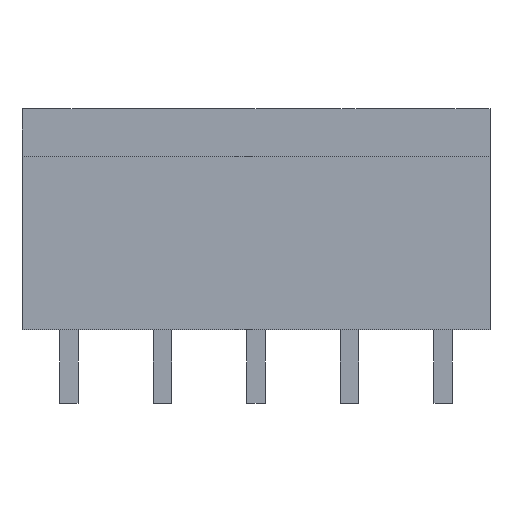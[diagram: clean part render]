
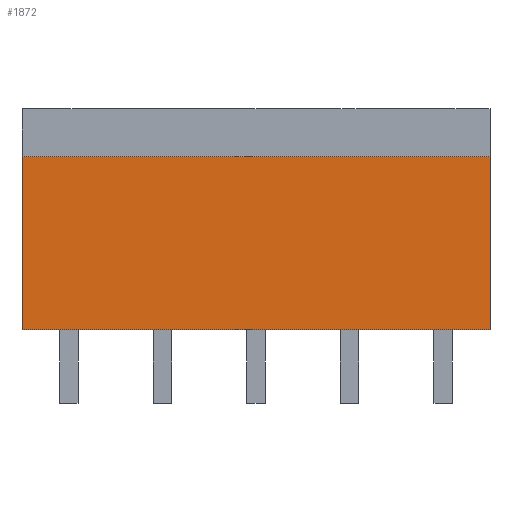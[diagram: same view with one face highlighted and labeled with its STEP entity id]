
A CAD part, front view. The second image highlights one B-rep face of the part: STEP entity #1872.
In plain terms, the highlighted planar face has unit normal (0, -1, 0).
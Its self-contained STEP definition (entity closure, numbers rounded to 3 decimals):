
#124=DIRECTION('',(0.,0.,-1.));
#125=VECTOR('',#124,9.4);
#126=CARTESIAN_POINT('',(-12.7,-3.85,-2.6));
#127=LINE('',#126,#125);
#136=DIRECTION('',(1.,0.,0.));
#137=VECTOR('',#136,25.4);
#138=CARTESIAN_POINT('',(-12.7,-3.85,-12.));
#139=LINE('',#138,#137);
#220=DIRECTION('',(1.,0.,0.));
#221=VECTOR('',#220,25.4);
#222=CARTESIAN_POINT('',(-12.7,-3.85,-2.6));
#223=LINE('',#222,#221);
#636=DIRECTION('',(0.,0.,-1.));
#637=VECTOR('',#636,9.4);
#638=CARTESIAN_POINT('',(12.7,-3.85,-2.6));
#639=LINE('',#638,#637);
#1378=CARTESIAN_POINT('',(-12.7,-3.85,-2.6));
#1379=VERTEX_POINT('',#1378);
#1380=CARTESIAN_POINT('',(-12.7,-3.85,-12.));
#1381=VERTEX_POINT('',#1380);
#1408=CARTESIAN_POINT('',(12.7,-3.85,-2.6));
#1409=VERTEX_POINT('',#1408);
#1410=CARTESIAN_POINT('',(12.7,-3.85,-12.));
#1411=VERTEX_POINT('',#1410);
#1859=CARTESIAN_POINT('',(-12.7,-3.85,-2.6));
#1860=DIRECTION('',(0.,-1.,0.));
#1861=DIRECTION('',(0.,0.,-1.));
#1862=AXIS2_PLACEMENT_3D('',#1859,#1860,#1861);
#1863=PLANE('',#1862);
#1864=ORIENTED_EDGE('',*,*,#1773,.F.);
#1866=ORIENTED_EDGE('',*,*,#1865,.T.);
#1868=ORIENTED_EDGE('',*,*,#1867,.T.);
#1869=ORIENTED_EDGE('',*,*,#1801,.F.);
#1870=EDGE_LOOP('',(#1864,#1866,#1868,#1869));
#1871=FACE_OUTER_BOUND('',#1870,.F.);
#1872=ADVANCED_FACE('',(#1871),#1863,.T.);
#1773=EDGE_CURVE('',#1379,#1381,#127,.T.);
#1801=EDGE_CURVE('',#1381,#1411,#139,.T.);
#1865=EDGE_CURVE('',#1379,#1409,#223,.T.);
#1867=EDGE_CURVE('',#1409,#1411,#639,.T.);
